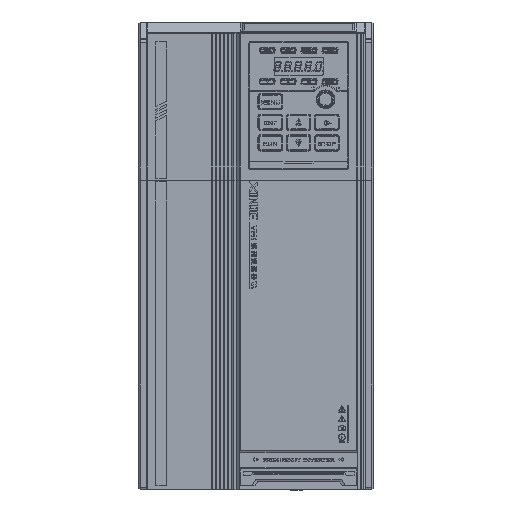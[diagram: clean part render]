
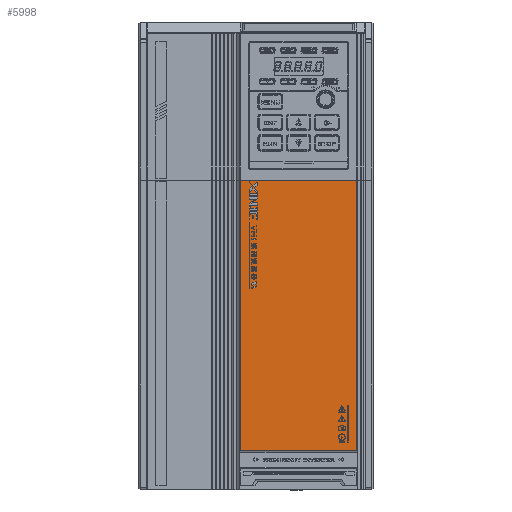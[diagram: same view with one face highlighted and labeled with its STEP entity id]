
A CAD part, front view. The second image highlights one B-rep face of the part: STEP entity #5998.
In plain terms, the highlighted planar face has unit normal (0, -1, 0).
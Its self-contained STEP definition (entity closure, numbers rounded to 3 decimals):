
#5998=ADVANCED_FACE('',(#14997),#146345,.T.);
#14997=FACE_OUTER_BOUND('',#24257,.T.);
#24257=EDGE_LOOP('',(#52805,#52806,#52807,#52808));
#52805=ORIENTED_EDGE('',*,*,#87924,.T.);
#52806=ORIENTED_EDGE('',*,*,#87925,.T.);
#52807=ORIENTED_EDGE('',*,*,#87911,.F.);
#52808=ORIENTED_EDGE('',*,*,#87926,.T.);
#87911=EDGE_CURVE('',#133359,#133360,#114936,.T.);
#87924=EDGE_CURVE('',#133364,#133365,#114946,.T.);
#87925=EDGE_CURVE('',#133365,#133360,#114947,.T.);
#87926=EDGE_CURVE('',#133359,#133364,#114948,.T.);
#114936=B_SPLINE_CURVE_WITH_KNOTS('',1,(#230061,#230062),.UNSPECIFIED.,
 .F.,.F.,(2,2),(0.,64.4),.UNSPECIFIED.);
#114946=B_SPLINE_CURVE_WITH_KNOTS('',1,(#230115,#230116),.UNSPECIFIED.,
 .F.,.F.,(2,2),(0.,64.4),.UNSPECIFIED.);
#114947=B_SPLINE_CURVE_WITH_KNOTS('',1,(#230117,#230118),.UNSPECIFIED.,
 .F.,.F.,(2,2),(0.,149.525),.UNSPECIFIED.);
#114948=B_SPLINE_CURVE_WITH_KNOTS('',1,(#230119,#230120),.UNSPECIFIED.,
 .F.,.F.,(2,2),(0.,149.525),.UNSPECIFIED.);
#133359=VERTEX_POINT('',#228933);
#133360=VERTEX_POINT('',#228934);
#133364=VERTEX_POINT('',#228938);
#133365=VERTEX_POINT('',#228939);
#146345=PLANE('',#155372);
#155372=AXIS2_PLACEMENT_3D('',#226754,#167493,$);
#167493=DIRECTION('',(0.,-1.,0.));
#226754=CARTESIAN_POINT('',(-406.048,145.687,-39.748));
#228933=CARTESIAN_POINT('',(-334.508,145.688,-204.926));
#228934=CARTESIAN_POINT('',(-398.908,145.688,-204.926));
#228938=CARTESIAN_POINT('',(-334.508,145.687,-55.401));
#228939=CARTESIAN_POINT('',(-398.908,145.687,-55.401));
#230061=CARTESIAN_POINT('',(-334.508,145.688,-204.926));
#230062=CARTESIAN_POINT('',(-398.908,145.688,-204.926));
#230115=CARTESIAN_POINT('',(-334.508,145.687,-55.401));
#230116=CARTESIAN_POINT('',(-398.908,145.687,-55.401));
#230117=CARTESIAN_POINT('',(-398.908,145.687,-55.401));
#230118=CARTESIAN_POINT('',(-398.908,145.688,-204.926));
#230119=CARTESIAN_POINT('',(-334.508,145.688,-204.926));
#230120=CARTESIAN_POINT('',(-334.508,145.687,-55.401));
